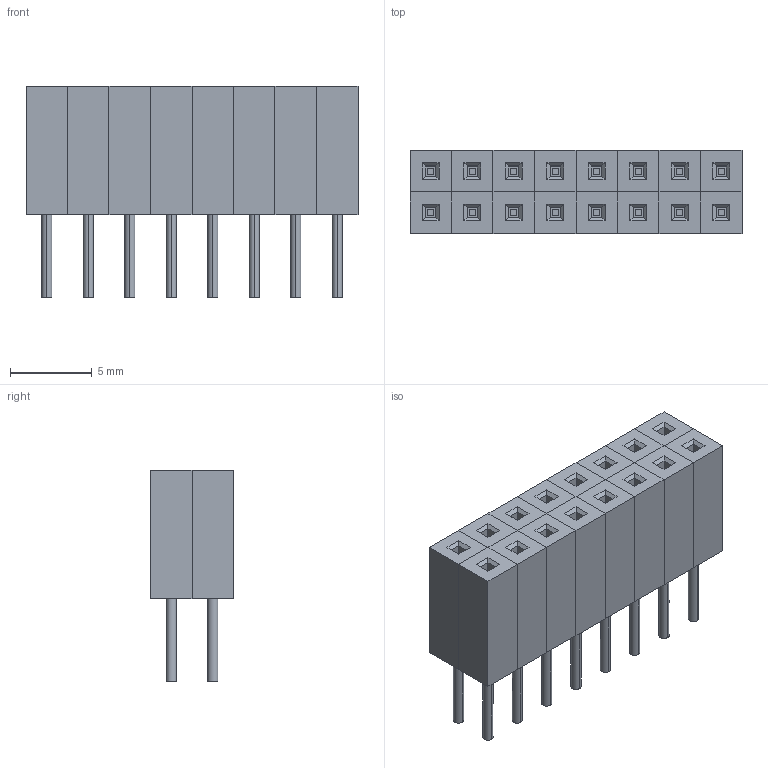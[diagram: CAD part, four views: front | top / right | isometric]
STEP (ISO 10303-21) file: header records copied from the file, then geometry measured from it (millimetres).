
FILE_DESCRIPTION(('STEP AP214'),'1');
FILE_NAME('5-534206-8_TYC','2024-03-22T12:18:10',(''),(''),'','','');
FILE_SCHEMA(('AUTOMOTIVE_DESIGN'));
Length unit declared in the file: millimetre
Products named in the file (1): product
Bounding box: 20.32 x 5.08 x 12.95 mm (x, y, z)
Volume: 804.3 mm3; surface area: 1641 mm2
Topology: 18 solids, 18 shells, 420 faces, 936 edges, 584 vertices
Faces by surface type: plane 388, cylinder 32
Entity records: 10998 total; most frequent: ORIENTED_EDGE 1872, DIRECTION 1842, CARTESIAN_POINT 1037, EDGE_CURVE 936, LINE 872, VECTOR 872, VERTEX_POINT 584, AXIS2_PLACEMENT_3D 485
